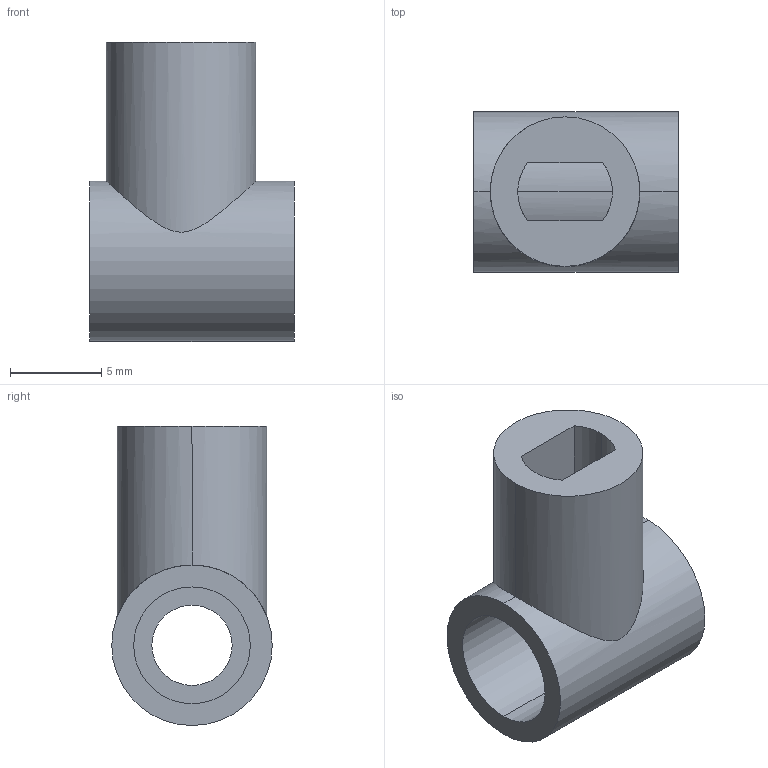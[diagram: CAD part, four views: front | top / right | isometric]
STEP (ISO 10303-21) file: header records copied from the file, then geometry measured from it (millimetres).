
FILE_DESCRIPTION (( 'STEP AP214' ), '1' );
FILE_NAME ('Laser Holder.STEP', '2025-11-12T19:27:39', ( '' ), ( '' ), 'SwSTEP 2.0', 'SolidWorks 2025', '' );
FILE_SCHEMA (( 'AUTOMOTIVE_DESIGN' ));
Length unit declared in the file: millimetre
Products named in the file (1): Laser Holder
Bounding box: 11.2 x 8.8 x 16.4 mm (x, y, z)
Volume: 652.5 mm3; surface area: 954.7 mm2
Topology: 1 solids, 1 shells, 19 faces, 42 edges, 27 vertices
Faces by surface type: cylinder 13, plane 6
Entity records: 650 total; most frequent: CARTESIAN_POINT 195, DIRECTION 93, ORIENTED_EDGE 84, EDGE_CURVE 42, AXIS2_PLACEMENT_3D 37, VERTEX_POINT 27, EDGE_LOOP 23, LINE 19
